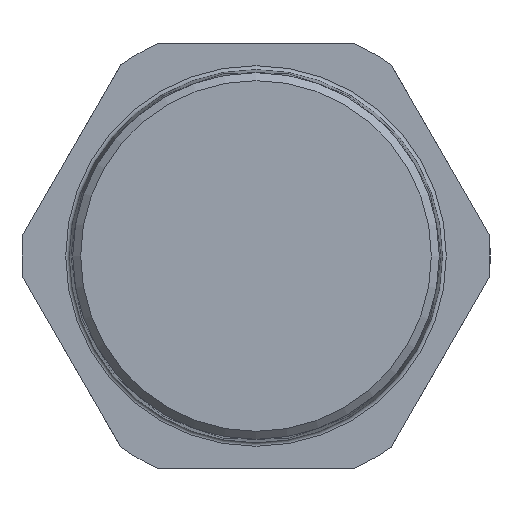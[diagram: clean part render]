
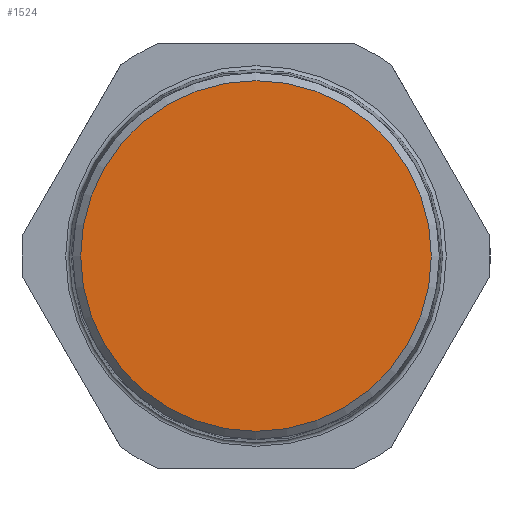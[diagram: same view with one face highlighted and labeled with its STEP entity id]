
A CAD part, left-side view. The second image highlights one B-rep face of the part: STEP entity #1524.
In plain terms, the highlighted planar face has unit normal (-1, 0, 0).
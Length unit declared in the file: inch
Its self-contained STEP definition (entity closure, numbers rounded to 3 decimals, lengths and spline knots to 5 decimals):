
#342=FACE_OUTER_BOUND('',#426,.T.);
#426=EDGE_LOOP('',(#1166));
#531=CIRCLE('',#1678,0.89352);
#672=VERTEX_POINT('',#2776);
#857=EDGE_CURVE('',#672,#672,#531,.T.);
#1166=ORIENTED_EDGE('',*,*,#857,.F.);
#1474=PLANE('',#1677);
#1524=ADVANCED_FACE('',(#342),#1474,.T.);
#1677=AXIS2_PLACEMENT_3D('',#2775,#1985,#1986);
#1678=AXIS2_PLACEMENT_3D('',#2777,#1987,#1988);
#1985=DIRECTION('center_axis',(-1.,0.,0.));
#1986=DIRECTION('ref_axis',(0.,0.,
-1.));
#1987=DIRECTION('center_axis',(1.,0.,0.));
#1988=DIRECTION('ref_axis',(0.,1.,0.));
#2775=CARTESIAN_POINT('Origin',(-2.14134,-0.93289,0.));
#2776=CARTESIAN_POINT('',(-2.14134,-0.89352,0.));
#2777=CARTESIAN_POINT('Origin',(-2.14134,0.,
0.));
